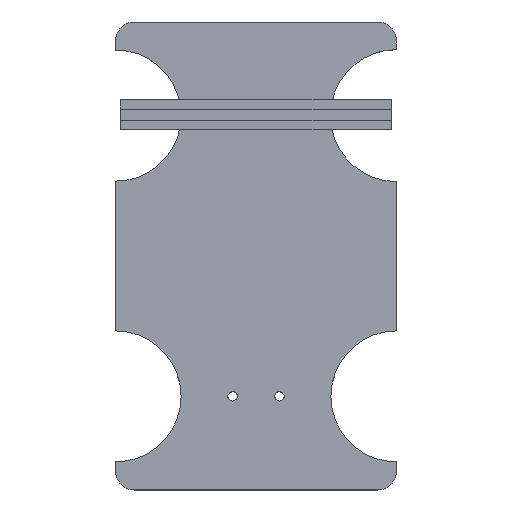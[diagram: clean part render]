
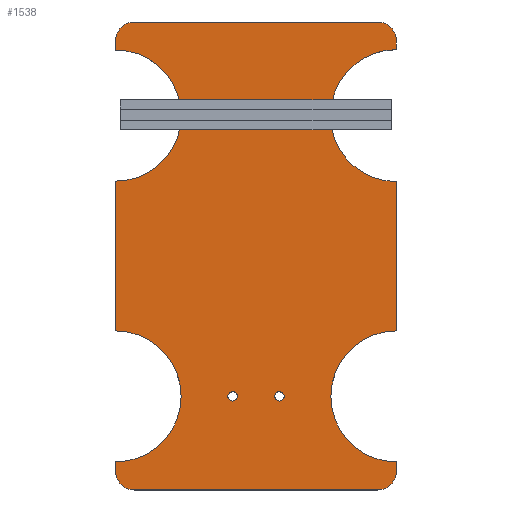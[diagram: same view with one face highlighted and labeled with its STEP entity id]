
A CAD part, top view. The second image highlights one B-rep face of the part: STEP entity #1538.
In plain terms, the highlighted planar face has unit normal (0, 0, 1).
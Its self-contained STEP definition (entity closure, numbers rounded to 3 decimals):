
#758=CARTESIAN_POINT('',(214.76,300.,6.));
#759=VERTEX_POINT('',#758);
#775=CARTESIAN_POINT('',(250.,335.24,6.));
#776=VERTEX_POINT('',#775);
#783=CARTESIAN_POINT('',(250.,300.,6.));
#784=DIRECTION('',(0.,0.,1.));
#785=DIRECTION('',(1.,0.,-0.));
#786=AXIS2_PLACEMENT_3D('',#783,#784,#785);
#787=CIRCLE('',#786,35.24);
#788=EDGE_CURVE('',#776,#759,#787,.T.);
#806=CARTESIAN_POINT('',(250.,339.998,6.));
#807=VERTEX_POINT('',#806);
#814=CARTESIAN_POINT('',(250.,339.998,6.));
#815=DIRECTION('',(0.,-1.,0.));
#816=VECTOR('',#815,4.759);
#817=LINE('',#814,#816);
#818=EDGE_CURVE('',#807,#776,#817,.T.);
#838=CARTESIAN_POINT('',(240.,349.998,6.));
#839=VERTEX_POINT('',#838);
#846=CARTESIAN_POINT('',(240.,339.998,6.));
#847=DIRECTION('',(0.,0.,1.));
#848=DIRECTION('',(1.,0.,-0.));
#849=AXIS2_PLACEMENT_3D('',#846,#847,#848);
#850=CIRCLE('',#849,10.);
#851=EDGE_CURVE('',#807,#839,#850,.T.);
#870=CARTESIAN_POINT('',(110.,349.998,6.));
#871=VERTEX_POINT('',#870);
#878=CARTESIAN_POINT('',(110.,349.998,6.));
#879=DIRECTION('',(1.,-0.,0.));
#880=VECTOR('',#879,130.);
#881=LINE('',#878,#880);
#882=EDGE_CURVE('',#871,#839,#881,.T.);
#902=CARTESIAN_POINT('',(100.,339.998,6.));
#903=VERTEX_POINT('',#902);
#910=CARTESIAN_POINT('',(110.,339.998,6.));
#911=DIRECTION('',(0.,0.,1.));
#912=DIRECTION('',(1.,0.,-0.));
#913=AXIS2_PLACEMENT_3D('',#910,#911,#912);
#914=CIRCLE('',#913,10.);
#915=EDGE_CURVE('',#871,#903,#914,.T.);
#934=CARTESIAN_POINT('',(100.,335.028,6.));
#935=VERTEX_POINT('',#934);
#942=CARTESIAN_POINT('',(100.,339.998,6.));
#943=DIRECTION('',(0.,-1.,0.));
#944=VECTOR('',#943,4.97);
#945=LINE('',#942,#944);
#946=EDGE_CURVE('',#903,#935,#945,.T.);
#966=CARTESIAN_POINT('',(100.,264.972,6.));
#967=VERTEX_POINT('',#966);
#974=CARTESIAN_POINT('',(100.,300.,6.));
#975=DIRECTION('',(0.,0.,1.));
#976=DIRECTION('',(1.,0.,-0.));
#977=AXIS2_PLACEMENT_3D('',#974,#975,#976);
#978=CIRCLE('',#977,35.028);
#979=EDGE_CURVE('',#967,#935,#978,.T.);
#998=CARTESIAN_POINT('',(100.,185.001,6.));
#999=VERTEX_POINT('',#998);
#1006=CARTESIAN_POINT('',(100.,264.972,6.));
#1007=DIRECTION('',(0.,-1.,0.));
#1008=VECTOR('',#1007,79.971);
#1009=LINE('',#1006,#1008);
#1010=EDGE_CURVE('',#967,#999,#1009,.T.);
#1030=CARTESIAN_POINT('',(100.,114.999,6.));
#1031=VERTEX_POINT('',#1030);
#1038=CARTESIAN_POINT('',(100.,150.,6.));
#1039=DIRECTION('',(0.,0.,1.));
#1040=DIRECTION('',(1.,0.,-0.));
#1041=AXIS2_PLACEMENT_3D('',#1038,#1039,#1040);
#1042=CIRCLE('',#1041,35.001);
#1043=EDGE_CURVE('',#1031,#999,#1042,.T.);
#1062=CARTESIAN_POINT('',(100.,110.,6.));
#1063=VERTEX_POINT('',#1062);
#1070=CARTESIAN_POINT('',(100.,114.999,6.));
#1071=DIRECTION('',(0.,-1.,0.));
#1072=VECTOR('',#1071,4.999);
#1073=LINE('',#1070,#1072);
#1074=EDGE_CURVE('',#1031,#1063,#1073,.T.);
#1094=CARTESIAN_POINT('',(110.,100.,6.));
#1095=VERTEX_POINT('',#1094);
#1102=CARTESIAN_POINT('',(110.,110.,6.));
#1103=DIRECTION('',(0.,0.,1.));
#1104=DIRECTION('',(1.,0.,-0.));
#1105=AXIS2_PLACEMENT_3D('',#1102,#1103,#1104);
#1106=CIRCLE('',#1105,10.);
#1107=EDGE_CURVE('',#1063,#1095,#1106,.T.);
#1126=CARTESIAN_POINT('',(240.,100.,6.));
#1127=VERTEX_POINT('',#1126);
#1134=CARTESIAN_POINT('',(110.,100.,6.));
#1135=DIRECTION('',(1.,0.,0.));
#1136=VECTOR('',#1135,130.);
#1137=LINE('',#1134,#1136);
#1138=EDGE_CURVE('',#1095,#1127,#1137,.T.);
#1158=CARTESIAN_POINT('',(250.,110.,6.));
#1159=VERTEX_POINT('',#1158);
#1166=CARTESIAN_POINT('',(240.,110.,6.));
#1167=DIRECTION('',(0.,0.,1.));
#1168=DIRECTION('',(1.,0.,-0.));
#1169=AXIS2_PLACEMENT_3D('',#1166,#1167,#1168);
#1170=CIRCLE('',#1169,10.);
#1171=EDGE_CURVE('',#1127,#1159,#1170,.T.);
#1190=CARTESIAN_POINT('',(250.,114.999,6.));
#1191=VERTEX_POINT('',#1190);
#1198=CARTESIAN_POINT('',(250.,114.999,6.));
#1199=DIRECTION('',(0.,-1.,0.));
#1200=VECTOR('',#1199,4.999);
#1201=LINE('',#1198,#1200);
#1202=EDGE_CURVE('',#1191,#1159,#1201,.T.);
#1215=CARTESIAN_POINT('',(215.,149.999,6.));
#1216=VERTEX_POINT('',#1215);
#1232=CARTESIAN_POINT('',(250.,184.999,6.));
#1233=VERTEX_POINT('',#1232);
#1240=CARTESIAN_POINT('',(250.,149.999,6.));
#1241=DIRECTION('',(0.,0.,1.));
#1242=DIRECTION('',(1.,0.,-0.));
#1243=AXIS2_PLACEMENT_3D('',#1240,#1241,#1242);
#1244=CIRCLE('',#1243,35.);
#1245=EDGE_CURVE('',#1233,#1216,#1244,.T.);
#1257=CARTESIAN_POINT('',(160.001,150.,6.));
#1258=VERTEX_POINT('',#1257);
#1282=CARTESIAN_POINT('',(165.001,150.,6.));
#1283=VERTEX_POINT('',#1282);
#1284=CARTESIAN_POINT('',(162.501,150.,6.));
#1285=DIRECTION('',(0.,0.,1.));
#1286=DIRECTION('',(1.,0.,-0.));
#1287=AXIS2_PLACEMENT_3D('',#1284,#1285,#1286);
#1288=CIRCLE('',#1287,2.5);
#1289=EDGE_CURVE('',#1258,#1283,#1288,.T.);
#1291=CARTESIAN_POINT('',(162.501,150.,6.));
#1292=DIRECTION('',(0.,0.,1.));
#1293=DIRECTION('',(1.,0.,-0.));
#1294=AXIS2_PLACEMENT_3D('',#1291,#1292,#1293);
#1295=CIRCLE('',#1294,2.5);
#1296=EDGE_CURVE('',#1283,#1258,#1295,.T.);
#1308=CARTESIAN_POINT('',(160.025,300.446,6.));
#1309=VERTEX_POINT('',#1308);
#1333=CARTESIAN_POINT('',(165.025,300.446,6.));
#1334=VERTEX_POINT('',#1333);
#1335=CARTESIAN_POINT('',(162.525,300.446,6.));
#1336=DIRECTION('',(0.,0.,1.));
#1337=DIRECTION('',(1.,0.,-0.));
#1338=AXIS2_PLACEMENT_3D('',#1335,#1336,#1337);
#1339=CIRCLE('',#1338,2.5);
#1340=EDGE_CURVE('',#1309,#1334,#1339,.T.);
#1342=CARTESIAN_POINT('',(162.525,300.446,6.));
#1343=DIRECTION('',(0.,0.,1.));
#1344=DIRECTION('',(1.,0.,-0.));
#1345=AXIS2_PLACEMENT_3D('',#1342,#1343,#1344);
#1346=CIRCLE('',#1345,2.5);
#1347=EDGE_CURVE('',#1334,#1309,#1346,.T.);
#1359=CARTESIAN_POINT('',(184.763,300.446,6.));
#1360=VERTEX_POINT('',#1359);
#1384=CARTESIAN_POINT('',(189.763,300.446,6.));
#1385=VERTEX_POINT('',#1384);
#1386=CARTESIAN_POINT('',(187.263,300.446,6.));
#1387=DIRECTION('',(0.,0.,1.));
#1388=DIRECTION('',(1.,0.,-0.));
#1389=AXIS2_PLACEMENT_3D('',#1386,#1387,#1388);
#1390=CIRCLE('',#1389,2.5);
#1391=EDGE_CURVE('',#1360,#1385,#1390,.T.);
#1393=CARTESIAN_POINT('',(187.263,300.446,6.));
#1394=DIRECTION('',(0.,0.,1.));
#1395=DIRECTION('',(1.,0.,-0.));
#1396=AXIS2_PLACEMENT_3D('',#1393,#1394,#1395);
#1397=CIRCLE('',#1396,2.5);
#1398=EDGE_CURVE('',#1385,#1360,#1397,.T.);
#1410=CARTESIAN_POINT('',(185.,150.,6.));
#1411=VERTEX_POINT('',#1410);
#1435=CARTESIAN_POINT('',(190.,150.,6.));
#1436=VERTEX_POINT('',#1435);
#1437=CARTESIAN_POINT('',(187.5,150.,6.));
#1438=DIRECTION('',(0.,0.,1.));
#1439=DIRECTION('',(1.,0.,-0.));
#1440=AXIS2_PLACEMENT_3D('',#1437,#1438,#1439);
#1441=CIRCLE('',#1440,2.5);
#1442=EDGE_CURVE('',#1411,#1436,#1441,.T.);
#1444=CARTESIAN_POINT('',(187.5,150.,6.));
#1445=DIRECTION('',(0.,0.,1.));
#1446=DIRECTION('',(1.,0.,-0.));
#1447=AXIS2_PLACEMENT_3D('',#1444,#1445,#1446);
#1448=CIRCLE('',#1447,2.5);
#1449=EDGE_CURVE('',#1436,#1411,#1448,.T.);
#1467=CARTESIAN_POINT('',(250.,264.76,6.));
#1468=VERTEX_POINT('',#1467);
#1475=CARTESIAN_POINT('',(250.,264.76,6.));
#1476=DIRECTION('',(0.,-1.,0.));
#1477=VECTOR('',#1476,79.761);
#1478=LINE('',#1475,#1477);
#1479=EDGE_CURVE('',#1468,#1233,#1478,.T.);
#1485=CARTESIAN_POINT('',(0.,0.,6.));
#1486=DIRECTION('',(0.,0.,1.));
#1487=DIRECTION('',(1.,0.,0.));
#1488=AXIS2_PLACEMENT_3D('',#1485,#1486,#1487);
#1489=PLANE('',#1488);
#1490=ORIENTED_EDGE('',*,*,#1442,.F.);
#1491=ORIENTED_EDGE('',*,*,#1449,.F.);
#1492=EDGE_LOOP('',(#1490,#1491));
#1493=FACE_BOUND('',#1492,.T.);
#1494=ORIENTED_EDGE('',*,*,#1391,.F.);
#1495=ORIENTED_EDGE('',*,*,#1398,.F.);
#1496=EDGE_LOOP('',(#1494,#1495));
#1497=FACE_BOUND('',#1496,.T.);
#1498=ORIENTED_EDGE('',*,*,#1340,.F.);
#1499=ORIENTED_EDGE('',*,*,#1347,.F.);
#1500=EDGE_LOOP('',(#1498,#1499));
#1501=FACE_BOUND('',#1500,.T.);
#1502=ORIENTED_EDGE('',*,*,#1289,.F.);
#1503=ORIENTED_EDGE('',*,*,#1296,.F.);
#1504=EDGE_LOOP('',(#1502,#1503));
#1505=FACE_BOUND('',#1504,.T.);
#1506=CARTESIAN_POINT('',(250.,300.,6.));
#1507=DIRECTION('',(0.,0.,1.));
#1508=DIRECTION('',(1.,0.,-0.));
#1509=AXIS2_PLACEMENT_3D('',#1506,#1507,#1508);
#1510=CIRCLE('',#1509,35.24);
#1511=EDGE_CURVE('',#759,#1468,#1510,.T.);
#1512=ORIENTED_EDGE('',*,*,#1511,.F.);
#1513=ORIENTED_EDGE('',*,*,#788,.F.);
#1514=ORIENTED_EDGE('',*,*,#818,.F.);
#1515=ORIENTED_EDGE('',*,*,#851,.T.);
#1516=ORIENTED_EDGE('',*,*,#882,.F.);
#1517=ORIENTED_EDGE('',*,*,#915,.T.);
#1518=ORIENTED_EDGE('',*,*,#946,.T.);
#1519=ORIENTED_EDGE('',*,*,#979,.F.);
#1520=ORIENTED_EDGE('',*,*,#1010,.T.);
#1521=ORIENTED_EDGE('',*,*,#1043,.F.);
#1522=ORIENTED_EDGE('',*,*,#1074,.T.);
#1523=ORIENTED_EDGE('',*,*,#1107,.T.);
#1524=ORIENTED_EDGE('',*,*,#1138,.T.);
#1525=ORIENTED_EDGE('',*,*,#1171,.T.);
#1526=ORIENTED_EDGE('',*,*,#1202,.F.);
#1527=CARTESIAN_POINT('',(250.,149.999,6.));
#1528=DIRECTION('',(0.,0.,1.));
#1529=DIRECTION('',(1.,0.,-0.));
#1530=AXIS2_PLACEMENT_3D('',#1527,#1528,#1529);
#1531=CIRCLE('',#1530,35.);
#1532=EDGE_CURVE('',#1216,#1191,#1531,.T.);
#1533=ORIENTED_EDGE('',*,*,#1532,.F.);
#1534=ORIENTED_EDGE('',*,*,#1245,.F.);
#1535=ORIENTED_EDGE('',*,*,#1479,.F.);
#1536=EDGE_LOOP('',(#1512,#1513,#1514,#1515,#1516,#1517,#1518,#1519,#1520,#1521,#1522,#1523,#1524,#1525,#1526,#1533,#1534,#1535));
#1537=FACE_BOUND('',#1536,.T.);
#1538=ADVANCED_FACE('',(#1493,#1497,#1501,#1505,#1537),#1489,.T.);
